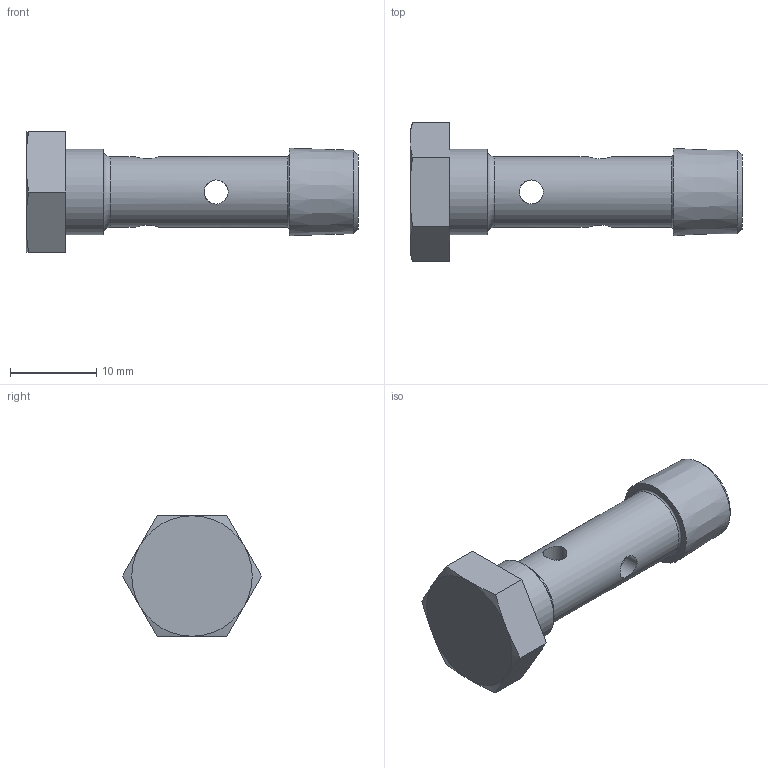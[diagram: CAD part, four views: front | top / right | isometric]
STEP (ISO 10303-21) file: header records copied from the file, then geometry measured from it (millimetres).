
FILE_DESCRIPTION(/* description */ ('STEP AP214'),/* implementation_level */ '2;1');
FILE_NAME(/* name */ '10072_VT-1_8-NPT-PRS',/* time_stamp */ '2024-09-17T11:17:28+02:00',/* author */ ('License CC BY-ND 4.0'),/* organization */ ('CADENAS'),/* preprocessor_version */ 'ST-DEVELOPER v19.3',/* originating_system */ 'PARTsolutions',/* authorisation */ ' ');
FILE_SCHEMA (('AUTOMOTIVE_DESIGN {1 0 10303 214 3 1 1}'));
Length unit declared in the file: millimetre
Products named in the file (1): 10072 VT-1/8-NPT-PRS
Bounding box: 38.6 x 16.17 x 14 mm (x, y, z)
Volume: 2409 mm3; surface area: 1917.6 mm2
Topology: 1 solids, 1 shells, 29 faces, 66 edges, 40 vertices
Faces by surface type: plane 11, cone 9, cylinder 7, torus 2
Full cylindrical faces by diameter (mm): 2.8 x4, 4.5 x1, 8.2 x1, 9.9 x1
Entity records: 850 total; most frequent: CARTESIAN_POINT 253, DIRECTION 106, ORIENTED_EDGE 98, FACE_BOUND 53, EDGE_LOOP 52, EDGE_CURVE 49, AXIS2_PLACEMENT_3D 47, VERTEX_POINT 38
